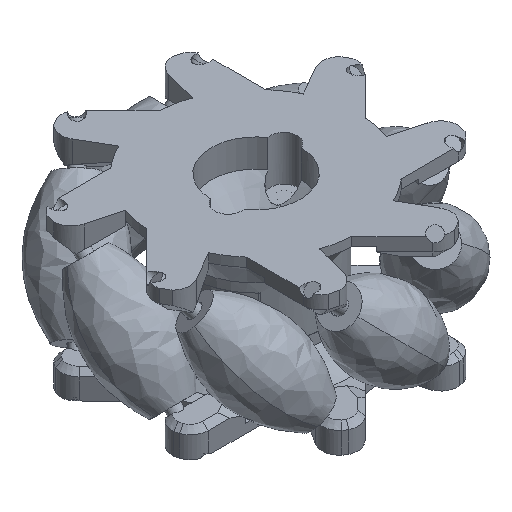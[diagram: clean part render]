
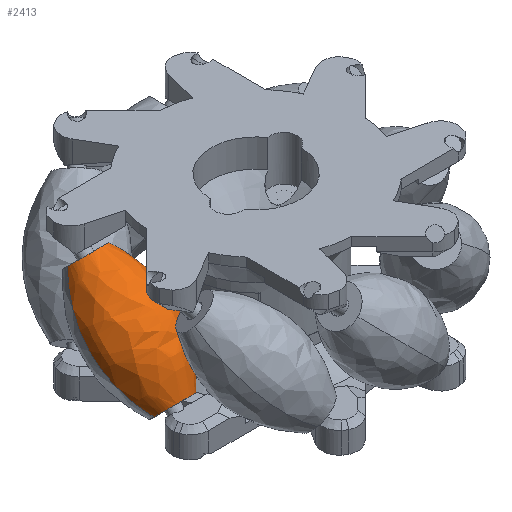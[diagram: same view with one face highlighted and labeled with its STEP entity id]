
A CAD part, isometric view. The second image highlights one B-rep face of the part: STEP entity #2413.
In plain terms, the highlighted free-form (B-spline) face has degree [2, 3] with [3, 4] control points.
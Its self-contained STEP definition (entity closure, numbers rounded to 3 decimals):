
#2413=ADVANCED_FACE('',(#5052),#5054,.F.);
#5052=FACE_BOUND('',#5053,.T.);
#5053=EDGE_LOOP('',(#7170,#7171,#7172,#7173));
#5054=(BOUNDED_SURFACE()B_SPLINE_SURFACE(2,3,(
(#5055,#5056,#5057,#5058),
(#5059,#5060,#5061,#5062),
(#5063,#5064,#5065,#5066)),
.UNSPECIFIED.,.F.,.F.,.F.)B_SPLINE_SURFACE_WITH_KNOTS((3,3),
(4,4),
(0.,1.),
(0.,1.),
.UNSPECIFIED.)GEOMETRIC_REPRESENTATION_ITEM()RATIONAL_B_SPLINE_SURFACE((
(1.,0.333,0.333,1.),
(1.,0.333,0.333,1.),
(1.,0.333,0.333,1.)))REPRESENTATION_ITEM('')SURFACE());
#5055=CARTESIAN_POINT('',(-4.2,-13.75,0.));
#5056=CARTESIAN_POINT('',(-4.2,-13.75,8.4));
#5057=CARTESIAN_POINT('',(4.2,-13.75,8.4));
#5058=CARTESIAN_POINT('',(4.2,-13.75,0.));
#5059=CARTESIAN_POINT('',(-13.2,0.,0.));
#5060=CARTESIAN_POINT('',(-13.2,0.,26.4));
#5061=CARTESIAN_POINT('',(13.2,0.,26.4));
#5062=CARTESIAN_POINT('',(13.2,0.,0.));
#5063=CARTESIAN_POINT('',(-4.2,13.75,0.));
#5064=CARTESIAN_POINT('',(-4.2,13.75,8.4));
#5065=CARTESIAN_POINT('',(4.2,13.75,8.4));
#5066=CARTESIAN_POINT('',(4.2,13.75,0.));
#7170=ORIENTED_EDGE('',*,*,#8478,.F.);
#7171=ORIENTED_EDGE('',*,*,#8473,.T.);
#7172=ORIENTED_EDGE('',*,*,#8479,.T.);
#7173=ORIENTED_EDGE('',*,*,#8476,.F.);
#8473=EDGE_CURVE('',#9664,#9663,#9666,.T.);
#8476=EDGE_CURVE('',#9670,#9669,#9672,.T.);
#8478=EDGE_CURVE('',#9664,#9670,#9675,.T.);
#8479=EDGE_CURVE('',#9663,#9669,#9676,.T.);
#9663=VERTEX_POINT('',#12455);
#9664=VERTEX_POINT('',#12456);
#9666=(BOUNDED_CURVE()B_SPLINE_CURVE(3,
(#12461,#12462,#12463,#12464),
.UNSPECIFIED.,.F.,.F.)B_SPLINE_CURVE_WITH_KNOTS((4,4),
(0.,1.),
.UNSPECIFIED.)CURVE()GEOMETRIC_REPRESENTATION_ITEM()RATIONAL_B_SPLINE_CURVE((1.,
0.333,0.333,1.))REPRESENTATION_ITEM(''));
#9669=VERTEX_POINT('',#12470);
#9670=VERTEX_POINT('',#12471);
#9672=(BOUNDED_CURVE()B_SPLINE_CURVE(3,
(#12476,#12477,#12478,#12479),
.UNSPECIFIED.,.F.,.F.)B_SPLINE_CURVE_WITH_KNOTS((4,4),
(0.,1.),
.UNSPECIFIED.)CURVE()GEOMETRIC_REPRESENTATION_ITEM()RATIONAL_B_SPLINE_CURVE((1.,
0.333,0.333,1.))REPRESENTATION_ITEM(''));
#9675=B_SPLINE_CURVE_WITH_KNOTS('',2,
(#12485,#12486,#12487),
.UNSPECIFIED.,.F.,.F.,
(3,3),
(0.,1.),
.UNSPECIFIED.);
#9676=B_SPLINE_CURVE_WITH_KNOTS('',2,
(#12488,#12489,#12490),
.UNSPECIFIED.,.F.,.F.,
(3,3),
(0.,1.),
.UNSPECIFIED.);
#12455=CARTESIAN_POINT('',(4.2,-13.75,0.));
#12456=CARTESIAN_POINT('',(-4.2,-13.75,0.));
#12461=CARTESIAN_POINT('',(-4.2,-13.75,0.));
#12462=CARTESIAN_POINT('',(-4.2,-13.75,8.4));
#12463=CARTESIAN_POINT('',(4.2,-13.75,8.4));
#12464=CARTESIAN_POINT('',(4.2,-13.75,0.));
#12470=CARTESIAN_POINT('',(4.2,13.75,0.));
#12471=CARTESIAN_POINT('',(-4.2,13.75,0.));
#12476=CARTESIAN_POINT('',(-4.2,13.75,0.));
#12477=CARTESIAN_POINT('',(-4.2,13.75,8.4));
#12478=CARTESIAN_POINT('',(4.2,13.75,8.4));
#12479=CARTESIAN_POINT('',(4.2,13.75,0.));
#12485=CARTESIAN_POINT('',(-4.2,-13.75,0.));
#12486=CARTESIAN_POINT('',(-13.2,0.,0.));
#12487=CARTESIAN_POINT('',(-4.2,13.75,0.));
#12488=CARTESIAN_POINT('',(4.2,-13.75,0.));
#12489=CARTESIAN_POINT('',(13.2,0.,0.));
#12490=CARTESIAN_POINT('',(4.2,13.75,0.));
